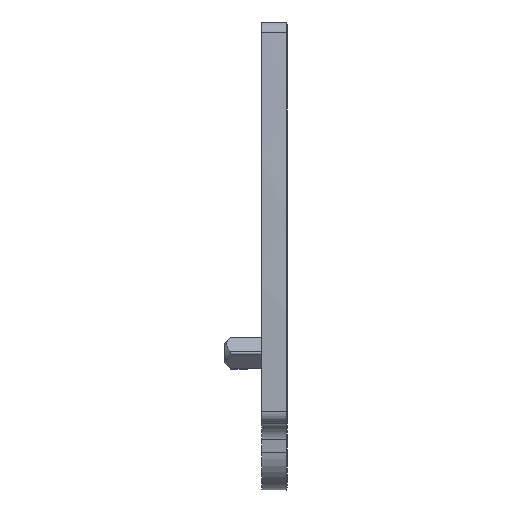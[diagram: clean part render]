
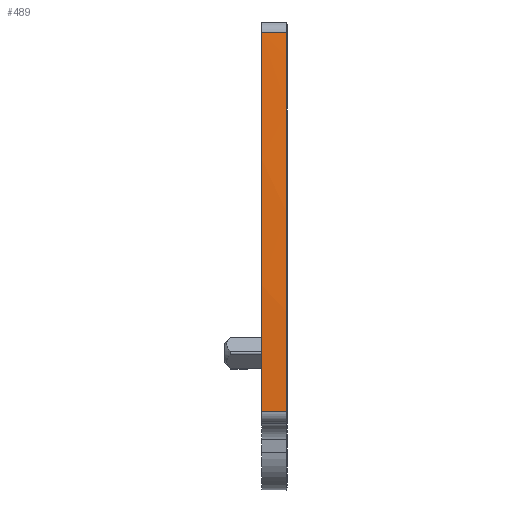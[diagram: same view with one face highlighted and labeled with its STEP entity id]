
A CAD part, front view. The second image highlights one B-rep face of the part: STEP entity #489.
In plain terms, the highlighted cylindrical face has radius 250 mm (diameter 500 mm), a partial arc.
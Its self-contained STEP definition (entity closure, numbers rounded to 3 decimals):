
#68=AXIS2_PLACEMENT_3D('Circle Axis2P3D',#66,#67,$) ;
#437=AXIS2_PLACEMENT_3D('Cylinder Axis2P3D',#434,#435,#436) ;
#441=AXIS2_PLACEMENT_3D('Circle Axis2P3D',#439,#440,$) ;
#455=AXIS2_PLACEMENT_3D('Circle Axis2P3D',#453,#454,$) ;
#469=AXIS2_PLACEMENT_3D('Circle Axis2P3D',#467,#468,$) ;
#63=CARTESIAN_POINT('Vertex',(3.,0.026,6.386)) ;
#66=CARTESIAN_POINT('Axis2P3D Location',(3.,250.,10.)) ;
#70=CARTESIAN_POINT('Vertex',(3.,1.485,37.209)) ;
#415=CARTESIAN_POINT('Line Origine',(4.05,0.026,6.386)) ;
#419=CARTESIAN_POINT('Vertex',(5.05,0.026,6.386)) ;
#434=CARTESIAN_POINT('Axis2P3D Location',(4.05,250.,10.)) ;
#439=CARTESIAN_POINT('Axis2P3D Location',(5.05,250.,10.)) ;
#443=CARTESIAN_POINT('Vertex',(5.05,0.858,30.7)) ;
#446=CARTESIAN_POINT('Line Origine',(4.05,0.858,30.7)) ;
#450=CARTESIAN_POINT('Vertex',(5.,0.858,30.7)) ;
#453=CARTESIAN_POINT('Axis2P3D Location',(5.,250.,10.)) ;
#457=CARTESIAN_POINT('Vertex',(5.,0.917,31.4)) ;
#460=CARTESIAN_POINT('Line Origine',(4.05,0.917,31.4)) ;
#464=CARTESIAN_POINT('Vertex',(5.05,0.917,31.4)) ;
#467=CARTESIAN_POINT('Axis2P3D Location',(5.05,250.,10.)) ;
#471=CARTESIAN_POINT('Vertex',(5.05,1.485,37.209)) ;
#474=CARTESIAN_POINT('Line Origine',(4.05,1.485,37.209)) ;
#67=DIRECTION('Axis2P3D Direction',(1.,0.,-0.)) ;
#416=DIRECTION('Vector Direction',(1.,0.,0.)) ;
#435=DIRECTION('Axis2P3D Direction',(1.,0.,0.)) ;
#436=DIRECTION('Axis2P3D XDirection',(0.,-0.994,0.109)) ;
#440=DIRECTION('Axis2P3D Direction',(1.,0.,0.)) ;
#447=DIRECTION('Vector Direction',(1.,0.,0.)) ;
#454=DIRECTION('Axis2P3D Direction',(1.,0.,0.)) ;
#461=DIRECTION('Vector Direction',(1.,0.,0.)) ;
#468=DIRECTION('Axis2P3D Direction',(1.,0.,0.)) ;
#475=DIRECTION('Vector Direction',(1.,0.,0.)) ;
#417=VECTOR('Line Direction',#416,1.) ;
#448=VECTOR('Line Direction',#447,1.) ;
#462=VECTOR('Line Direction',#461,1.) ;
#476=VECTOR('Line Direction',#475,1.) ;
#480=ORIENTED_EDGE('',*,*,#445,.F.) ;
#481=ORIENTED_EDGE('',*,*,#452,.T.) ;
#482=ORIENTED_EDGE('',*,*,#459,.F.) ;
#483=ORIENTED_EDGE('',*,*,#466,.F.) ;
#484=ORIENTED_EDGE('',*,*,#473,.F.) ;
#485=ORIENTED_EDGE('',*,*,#478,.F.) ;
#486=ORIENTED_EDGE('',*,*,#72,.T.) ;
#487=ORIENTED_EDGE('',*,*,#421,.T.) ;
#489=ADVANCED_FACE('SEP_4C_6',(#488),#438,.T.) ;
#69=CIRCLE('generated circle',#68,250.) ;
#442=CIRCLE('generated circle',#441,250.) ;
#456=CIRCLE('generated circle',#455,250.) ;
#470=CIRCLE('generated circle',#469,250.) ;
#438=CYLINDRICAL_SURFACE('generated cylinder',#437,250.) ;
#72=EDGE_CURVE('',#71,#64,#69,.T.) ;
#421=EDGE_CURVE('',#64,#420,#418,.T.) ;
#445=EDGE_CURVE('',#444,#420,#442,.T.) ;
#452=EDGE_CURVE('',#444,#451,#449,.F.) ;
#459=EDGE_CURVE('',#458,#451,#456,.T.) ;
#466=EDGE_CURVE('',#465,#458,#463,.F.) ;
#473=EDGE_CURVE('',#472,#465,#470,.T.) ;
#478=EDGE_CURVE('',#71,#472,#477,.T.) ;
#479=EDGE_LOOP('',(#480,#481,#482,#483,#484,#485,#486,#487)) ;
#488=FACE_OUTER_BOUND('',#479,.T.) ;
#418=LINE('Line',#415,#417) ;
#449=LINE('Line',#446,#448) ;
#463=LINE('Line',#460,#462) ;
#477=LINE('Line',#474,#476) ;
#64=VERTEX_POINT('',#63) ;
#71=VERTEX_POINT('',#70) ;
#420=VERTEX_POINT('',#419) ;
#444=VERTEX_POINT('',#443) ;
#451=VERTEX_POINT('',#450) ;
#458=VERTEX_POINT('',#457) ;
#465=VERTEX_POINT('',#464) ;
#472=VERTEX_POINT('',#471) ;
